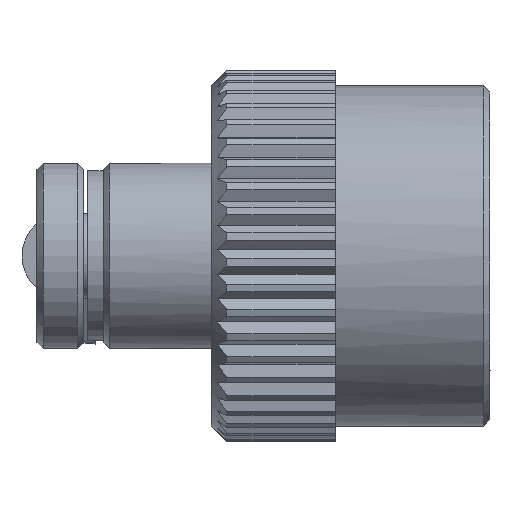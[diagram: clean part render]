
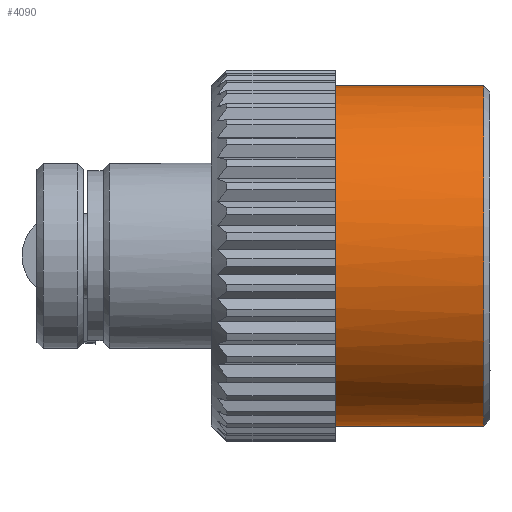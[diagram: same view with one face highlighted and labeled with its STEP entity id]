
A CAD part, left-side view. The second image highlights one B-rep face of the part: STEP entity #4090.
In plain terms, the highlighted cylindrical face has radius 5.5 mm (diameter 11 mm), a partial arc.
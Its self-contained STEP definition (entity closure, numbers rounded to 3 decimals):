
#89 = ORIENTED_EDGE ( 'NONE', *, *, #6329, .T. ) ;
#351 = CARTESIAN_POINT ( 'NONE',  ( -2.852, -1.172, 7.344 ) ) ;
#452 = CARTESIAN_POINT ( 'NONE',  ( -7.658, -1.172, 10.074 ) ) ;
#662 = CARTESIAN_POINT ( 'NONE',  ( -2.852, -5.972, 12.844 ) ) ;
#720 = CARTESIAN_POINT ( 'NONE',  ( -2.852, -6.172, 12.844 ) ) ;
#870 = LINE ( 'NONE', #2447, #6360 ) ;
#1114 = CARTESIAN_POINT ( 'NONE',  ( -3.572, -1.172, 18.344 ) ) ;
#1139 = CARTESIAN_POINT ( 'NONE',  ( -6.232, -1.172, 8.446 ) ) ;
#1247 = EDGE_LOOP ( 'NONE', ( #8061, #2731, #7462, #89 ) ) ;
#1349 = DIRECTION ( 'NONE',  ( 0., 0., 1. ) ) ;
#1403 = DIRECTION ( 'NONE',  ( 0., 0., 1. ) ) ;
#1530 = EDGE_CURVE ( 'NONE', #7764, #6635, #2481, .T. ) ;
#1821 = CARTESIAN_POINT ( 'NONE',  ( -4.291, -1.172, 18.201 ) ) ;
#1849 = CARTESIAN_POINT ( 'NONE',  ( -4.291, -1.172, 7.487 ) ) ;
#2221 = VERTEX_POINT ( 'NONE', #3886 ) ;
#2278 = B_SPLINE_CURVE_WITH_KNOTS ( 'NONE', 3,
 ( #5418, #1114, #1821, #6870, #2561, #7594, #3293, #8228, #4026, #8883, #4753, #452, #5450, #1139, #6172, #1849, #6901, #2592 ),
 .UNSPECIFIED., .F., .F.,
 ( 4, 2, 2, 2, 2, 2, 2, 2, 4 ),
 ( 0., 0.125, 0.25, 0.375, 0.5, 0.625, 0.75, 0.875, 1. ),
 .UNSPECIFIED. ) ;
#2447 = CARTESIAN_POINT ( 'NONE',  ( -2.852, -6.172, 7.344 ) ) ;
#2481 = LINE ( 'NONE', #5855, #7940 ) ;
#2561 = CARTESIAN_POINT ( 'NONE',  ( -6.232, -1.172, 17.242 ) ) ;
#2592 = CARTESIAN_POINT ( 'NONE',  ( -2.852, -1.172, 7.344 ) ) ;
#2731 = ORIENTED_EDGE ( 'NONE', *, *, #6044, .F. ) ;
#3293 = CARTESIAN_POINT ( 'NONE',  ( -7.658, -1.172, 15.614 ) ) ;
#3738 = VERTEX_POINT ( 'NONE', #351 ) ;
#3886 = CARTESIAN_POINT ( 'NONE',  ( -2.852, -5.972, 7.344 ) ) ;
#4026 = CARTESIAN_POINT ( 'NONE',  ( -8.352, -1.172, 13.564 ) ) ;
#4090 = ADVANCED_FACE ( 'NONE', ( #4213 ), #5662, .T. ) ;
#4204 = AXIS2_PLACEMENT_3D ( 'NONE', #662, #5680, #1349 ) ;
#4213 = FACE_OUTER_BOUND ( 'NONE', #1247, .T. ) ;
#4753 = CARTESIAN_POINT ( 'NONE',  ( -8.209, -1.172, 11.404 ) ) ;
#5034 = CARTESIAN_POINT ( 'NONE',  ( -2.852, -1.172, 18.344 ) ) ;
#5418 = CARTESIAN_POINT ( 'NONE',  ( -2.852, -1.172, 18.344 ) ) ;
#5450 = CARTESIAN_POINT ( 'NONE',  ( -7.25, -1.172, 9.464 ) ) ;
#5662 = CYLINDRICAL_SURFACE ( 'NONE', #8512, 5.5 ) ;
#5680 = DIRECTION ( 'NONE',  ( 0., -1., 0. ) ) ;
#5855 = CARTESIAN_POINT ( 'NONE',  ( -2.852, -6.172, 18.344 ) ) ;
#6044 = EDGE_CURVE ( 'NONE', #7764, #2221, #8157, .T. ) ;
#6172 = CARTESIAN_POINT ( 'NONE',  ( -5.622, -1.172, 8.038 ) ) ;
#6329 = EDGE_CURVE ( 'NONE', #6635, #3738, #2278, .T. ) ;
#6360 = VECTOR ( 'NONE', #8814, 1000. ) ;
#6635 = VERTEX_POINT ( 'NONE', #5034 ) ;
#6727 = CARTESIAN_POINT ( 'NONE',  ( -2.852, -5.972, 18.344 ) ) ;
#6870 = CARTESIAN_POINT ( 'NONE',  ( -5.622, -1.172, 17.65 ) ) ;
#6901 = CARTESIAN_POINT ( 'NONE',  ( -3.572, -1.172, 7.344 ) ) ;
#7122 = DIRECTION ( 'NONE',  ( 0., 1., 0. ) ) ;
#7462 = ORIENTED_EDGE ( 'NONE', *, *, #1530, .T. ) ;
#7594 = CARTESIAN_POINT ( 'NONE',  ( -7.25, -1.172, 16.224 ) ) ;
#7764 = VERTEX_POINT ( 'NONE', #6727 ) ;
#7940 = VECTOR ( 'NONE', #7968, 1000. ) ;
#7968 = DIRECTION ( 'NONE',  ( 0., 1., 0. ) ) ;
#8061 = ORIENTED_EDGE ( 'NONE', *, *, #8106, .F. ) ;
#8106 = EDGE_CURVE ( 'NONE', #2221, #3738, #870, .T. ) ;
#8157 = CIRCLE ( 'NONE', #4204, 5.5 ) ;
#8228 = CARTESIAN_POINT ( 'NONE',  ( -8.209, -1.172, 14.283 ) ) ;
#8512 = AXIS2_PLACEMENT_3D ( 'NONE', #720, #7122, #1403 ) ;
#8814 = DIRECTION ( 'NONE',  ( 0., 1., 0. ) ) ;
#8883 = CARTESIAN_POINT ( 'NONE',  ( -8.352, -1.172, 12.124 ) ) ;
